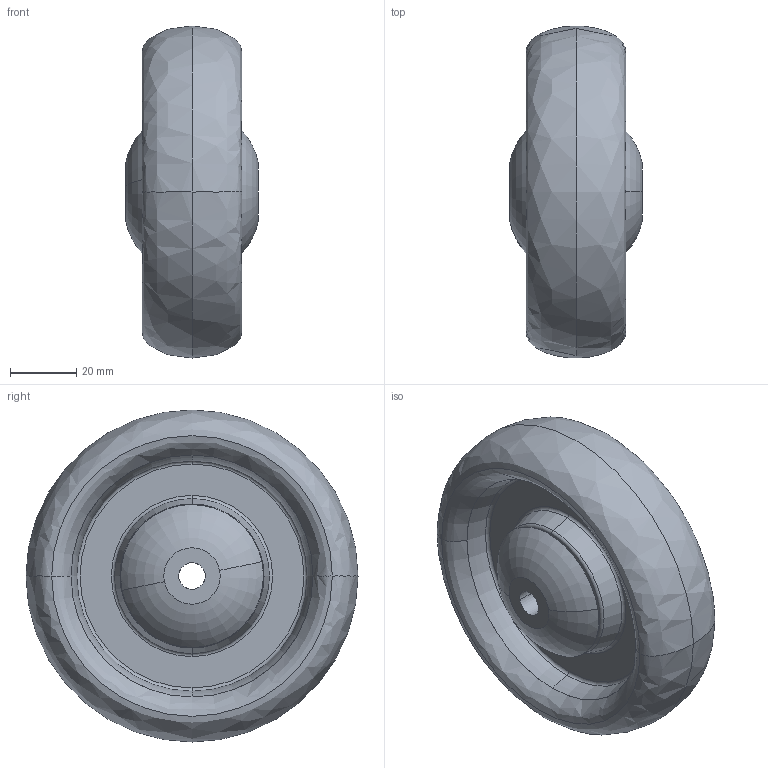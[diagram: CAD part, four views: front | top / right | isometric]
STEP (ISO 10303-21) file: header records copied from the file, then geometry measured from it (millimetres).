
FILE_DESCRIPTION (( 'STEP AP214' ), '1' );
FILE_NAME ('0033631_EPSK-100-30-40-K08-VA.step', '2018-06-07T07:37:11', ( '' ), ( '' ), 'SwSTEP 2.0', 'SolidWorks 2018', '' );
FILE_SCHEMA (( 'AUTOMOTIVE_DESIGN' ));
Length unit declared in the file: millimetre
Products named in the file (1): 0033631_EPSK-100-30-40-K08-VA
Bounding box: 40 x 100 x 100 mm (x, y, z)
Volume: 152493.7 mm3; surface area: 65269.4 mm2
Topology: 18 solids, 18 shells, 174 faces, 382 edges, 212 vertices
Faces by surface type: torus 50, cylinder 38, sphere 30, plane 24, cone 24, bspline 8
Entity records: 6595 total; most frequent: DIRECTION 900, CARTESIAN_POINT 833, ORIENTED_EDGE 644, AXIS2_PLACEMENT_3D 419, EDGE_CURVE 322, CIRCLE 252, EDGE_LOOP 198, UNCERTAINTY_MEASURE_WITH_UNIT 194
